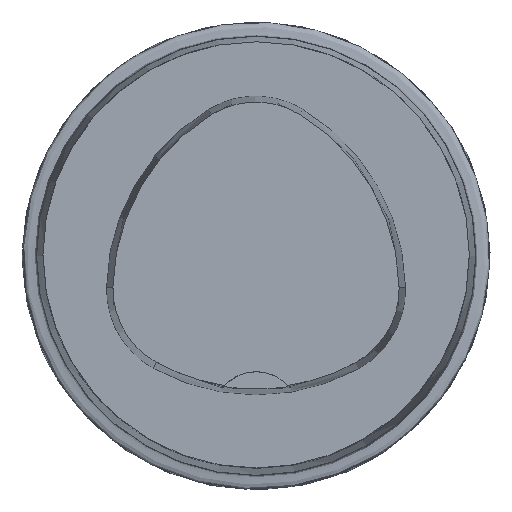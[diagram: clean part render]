
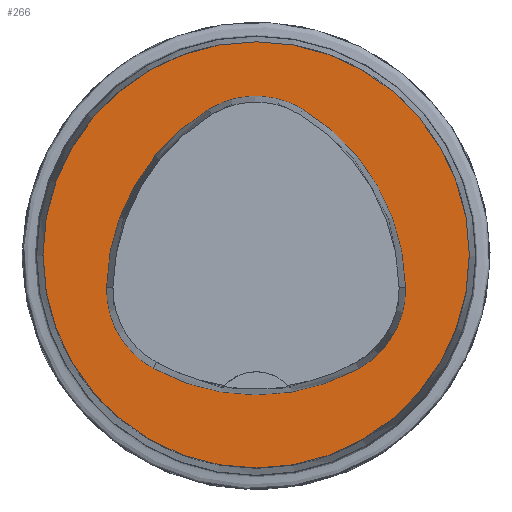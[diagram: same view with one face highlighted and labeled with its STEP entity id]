
A CAD part, top view. The second image highlights one B-rep face of the part: STEP entity #266.
In plain terms, the highlighted planar face has unit normal (0, 0, 1).
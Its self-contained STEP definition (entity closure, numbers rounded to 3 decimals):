
#226=FACE_BOUND('',#379,.T.);
#227=FACE_BOUND('',#380,.T.);
#266=ADVANCED_FACE('',(#226,#227),#289,.T.);
#289=PLANE('',#885);
#379=EDGE_LOOP('',(#484,#485,#486,#487,#488,#489));
#380=EDGE_LOOP('',(#490));
#484=ORIENTED_EDGE('',*,*,#649,.T.);
#485=ORIENTED_EDGE('',*,*,#629,.T.);
#486=ORIENTED_EDGE('',*,*,#633,.T.);
#487=ORIENTED_EDGE('',*,*,#636,.T.);
#488=ORIENTED_EDGE('',*,*,#639,.T.);
#489=ORIENTED_EDGE('',*,*,#647,.T.);
#490=ORIENTED_EDGE('',*,*,#652,.F.);
#571=VERTEX_POINT('',#1241);
#572=VERTEX_POINT('',#1242);
#575=VERTEX_POINT('',#1250);
#577=VERTEX_POINT('',#1256);
#579=VERTEX_POINT('',#1262);
#586=VERTEX_POINT('',#1283);
#587=VERTEX_POINT('',#1293);
#629=EDGE_CURVE('',#571,#572,#702,.T.);
#633=EDGE_CURVE('',#572,#575,#704,.T.);
#636=EDGE_CURVE('',#575,#577,#706,.T.);
#639=EDGE_CURVE('',#577,#579,#708,.T.);
#647=EDGE_CURVE('',#579,#586,#712,.T.);
#649=EDGE_CURVE('',#586,#571,#714,.T.);
#652=EDGE_CURVE('',#587,#587,#717,.T.);
#702=CIRCLE('',#862,20.);
#704=CIRCLE('',#865,8.5);
#706=CIRCLE('',#868,20.);
#708=CIRCLE('',#871,8.5);
#712=CIRCLE('',#876,20.);
#714=CIRCLE('',#879,8.5);
#717=CIRCLE('',#884,20.);
#862=AXIS2_PLACEMENT_3D('',#1240,#1026,#1027);
#865=AXIS2_PLACEMENT_3D('',#1249,#1034,#1035);
#868=AXIS2_PLACEMENT_3D('',#1255,#1041,#1042);
#871=AXIS2_PLACEMENT_3D('',#1261,#1048,#1049);
#876=AXIS2_PLACEMENT_3D('',#1284,#1060,#1061);
#879=AXIS2_PLACEMENT_3D('',#1287,#1066,#1067);
#884=AXIS2_PLACEMENT_3D('',#1292,#1076,#1077);
#885=AXIS2_PLACEMENT_3D('',#1294,#1078,#1079);
#1026=DIRECTION('',(0.,0.,-1.));
#1027=DIRECTION('',(-1.,0.,0.));
#1034=DIRECTION('',(0.,0.,-1.));
#1035=DIRECTION('',(-1.,0.,0.));
#1041=DIRECTION('',(0.,0.,-1.));
#1042=DIRECTION('',(-1.,0.,0.));
#1048=DIRECTION('',(0.,0.,-1.));
#1049=DIRECTION('',(-1.,0.,0.));
#1060=DIRECTION('',(0.,0.,-1.));
#1061=DIRECTION('',(-1.,0.,0.));
#1066=DIRECTION('',(0.,0.,-1.));
#1067=DIRECTION('',(-1.,0.,0.));
#1076=DIRECTION('',(0.,0.,-1.));
#1077=DIRECTION('',(-1.,0.,0.));
#1078=DIRECTION('',(0.,0.,1.));
#1079=DIRECTION('',(1.,0.,0.));
#1240=CARTESIAN_POINT('',(5.955,-3.414,0.));
#1241=CARTESIAN_POINT('',(-14.041,-3.042,0.));
#1242=CARTESIAN_POINT('',(-4.472,13.653,0.));
#1249=CARTESIAN_POINT('',(-0.04,6.4,0.));
#1250=CARTESIAN_POINT('',(4.347,13.68,0.));
#1255=CARTESIAN_POINT('',(-5.976,-3.45,0.));
#1256=CARTESIAN_POINT('',(14.021,-3.075,0.));
#1261=CARTESIAN_POINT('',(5.522,-3.235,0.));
#1262=CARTESIAN_POINT('',(9.588,-10.699,0.));
#1283=CARTESIAN_POINT('',(-9.655,-10.639,0.));
#1284=CARTESIAN_POINT('',(0.022,6.864,0.));
#1287=CARTESIAN_POINT('',(-5.543,-3.2,0.));
#1292=CARTESIAN_POINT('',(0.,0.,0.));
#1293=CARTESIAN_POINT('',(-20.,0.,0.));
#1294=CARTESIAN_POINT('',(0.,0.,0.));
